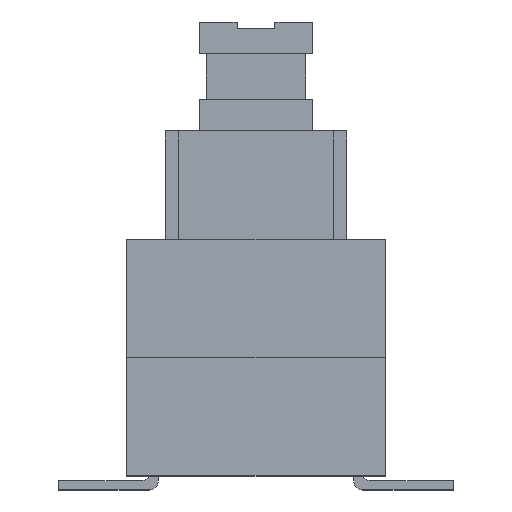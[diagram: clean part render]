
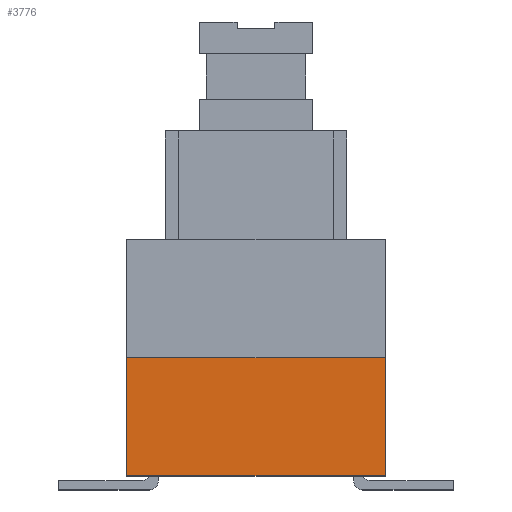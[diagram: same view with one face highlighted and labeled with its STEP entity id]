
A CAD part, top view. The second image highlights one B-rep face of the part: STEP entity #3776.
In plain terms, the highlighted planar face has unit normal (0, 0, 1).
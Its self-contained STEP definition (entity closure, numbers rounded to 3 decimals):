
#155 = CARTESIAN_POINT ( 'NONE',  ( 2.85, 5.2, 2.85 ) ) ;
#181 = VECTOR ( 'NONE', #3954, 1000. ) ;
#269 = LINE ( 'NONE', #2373, #3462 ) ;
#310 = ORIENTED_EDGE ( 'NONE', *, *, #638, .T. ) ;
#498 = DIRECTION ( 'NONE',  ( 0., -1., 0. ) ) ;
#514 = DIRECTION ( 'NONE',  ( 0., -1., 0. ) ) ;
#526 = CARTESIAN_POINT ( 'NONE',  ( -2.85, 5.2, 2.85 ) ) ;
#613 = VERTEX_POINT ( 'NONE', #1410 ) ;
#638 = EDGE_CURVE ( 'NONE', #3082, #613, #2668, .T. ) ;
#934 = EDGE_LOOP ( 'NONE', ( #1560, #2054, #2787, #310 ) ) ;
#1177 = VERTEX_POINT ( 'NONE', #2649 ) ;
#1410 = CARTESIAN_POINT ( 'NONE',  ( 2.85, 0., 2.85 ) ) ;
#1498 = CARTESIAN_POINT ( 'NONE',  ( -2.85, 2.6, 2.85 ) ) ;
#1560 = ORIENTED_EDGE ( 'NONE', *, *, #3287, .F. ) ;
#1602 = EDGE_CURVE ( 'NONE', #1177, #3082, #269, .T. ) ;
#1698 = VERTEX_POINT ( 'NONE', #3278 ) ;
#1716 = DIRECTION ( 'NONE',  ( 0., 0., -1. ) ) ;
#1774 = CARTESIAN_POINT ( 'NONE',  ( -2.85, 0., 2.85 ) ) ;
#1809 = DIRECTION ( 'NONE',  ( -1., 0., 0. ) ) ;
#1873 = VECTOR ( 'NONE', #1809, 1000. ) ;
#1884 = CARTESIAN_POINT ( 'NONE',  ( -2.85, 0., 2.85 ) ) ;
#1921 = LINE ( 'NONE', #1498, #1873 ) ;
#2054 = ORIENTED_EDGE ( 'NONE', *, *, #2160, .T. ) ;
#2076 = DIRECTION ( 'NONE',  ( -1., 0., 0. ) ) ;
#2160 = EDGE_CURVE ( 'NONE', #1698, #1177, #1921, .T. ) ;
#2353 = LINE ( 'NONE', #155, #3353 ) ;
#2373 = CARTESIAN_POINT ( 'NONE',  ( -2.85, 5.2, 2.85 ) ) ;
#2411 = PLANE ( 'NONE',  #3130 ) ;
#2539 = FACE_OUTER_BOUND ( 'NONE', #934, .T. ) ;
#2649 = CARTESIAN_POINT ( 'NONE',  ( -2.85, 2.6, 2.85 ) ) ;
#2668 = LINE ( 'NONE', #1774, #181 ) ;
#2787 = ORIENTED_EDGE ( 'NONE', *, *, #1602, .T. ) ;
#3082 = VERTEX_POINT ( 'NONE', #1884 ) ;
#3130 = AXIS2_PLACEMENT_3D ( 'NONE', #526, #1716, #2076 ) ;
#3278 = CARTESIAN_POINT ( 'NONE',  ( 2.85, 2.6, 2.85 ) ) ;
#3287 = EDGE_CURVE ( 'NONE', #1698, #613, #2353, .T. ) ;
#3353 = VECTOR ( 'NONE', #514, 1000. ) ;
#3462 = VECTOR ( 'NONE', #498, 1000. ) ;
#3776 = ADVANCED_FACE ( 'NONE', ( #2539 ), #2411, .F. ) ;
#3954 = DIRECTION ( 'NONE',  ( 1., 0., 0. ) ) ;
